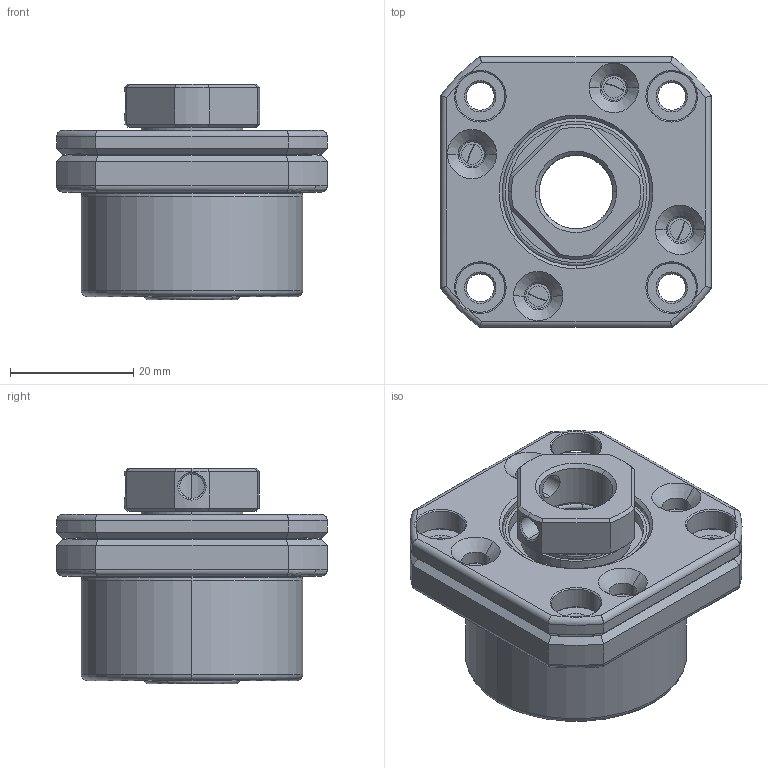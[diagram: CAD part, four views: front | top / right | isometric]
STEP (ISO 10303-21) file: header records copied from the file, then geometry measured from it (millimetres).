
FILE_DESCRIPTION (( 'STEP AP214' ), '1' );
FILE_NAME ('FK12疒遂.STEP', '2018-12-10T05:10:45', ( 'Windows 荤侩磊' ), ( '' ), 'SwSTEP 2.0', 'SolidWorks 2013', '' );
FILE_SCHEMA (( 'AUTOMOTIVE_DESIGN' ));
Length unit declared in the file: millimetre
Products named in the file (7): FK12軸承_(成_); BK12鎖固螺帽(成_); BK12間隔圈; FK12軸封; 7001A 軸承; FK12軸承座_體(成_); FK12疒遂
Assembly tree (9 placements, depth 2):
  FK12疒遂
    FK12軸承座_體(成_)
    7001A 軸承  x2
    FK12軸封  x2
    BK12間隔圈  x2
    BK12鎖固螺帽(成_)
    FK12軸承_(成_)
Bounding box: 44 x 44 x 35 mm (x, y, z)
Volume: 27175.4 mm3; surface area: 23129.3 mm2
Topology: 33 solids, 33 shells, 471 faces, 1099 edges, 661 vertices
Faces by surface type: cylinder 135, cone 110, torus 88, plane 70, sphere 44, bspline 24
Entity records: 14152 total; most frequent: CARTESIAN_POINT 5581, DIRECTION 1868, ORIENTED_EDGE 1590, AXIS2_PLACEMENT_3D 810, EDGE_CURVE 795, VERTEX_POINT 473, CIRCLE 447, EDGE_LOOP 418
